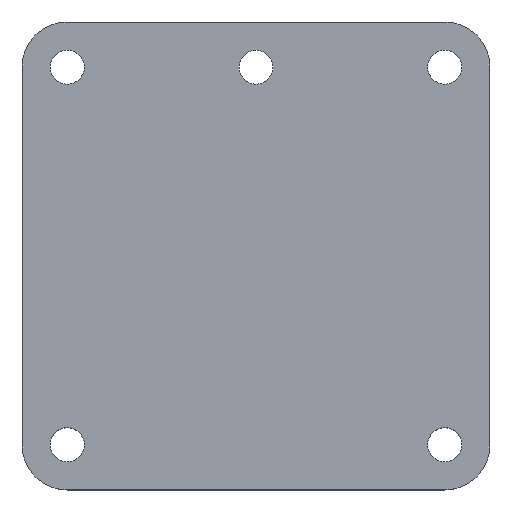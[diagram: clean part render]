
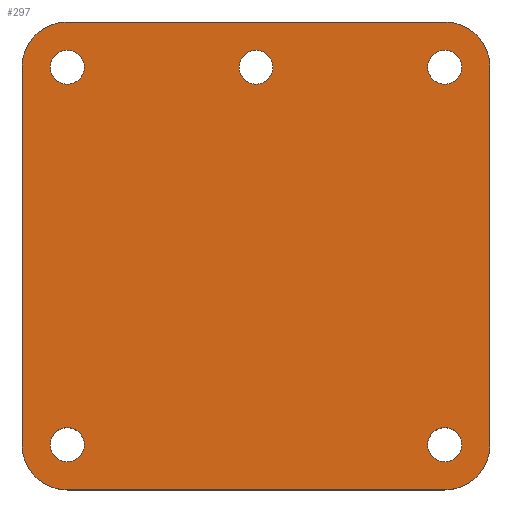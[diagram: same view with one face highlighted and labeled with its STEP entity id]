
A CAD part, top view. The second image highlights one B-rep face of the part: STEP entity #297.
In plain terms, the highlighted planar face has unit normal (0, 0, 1).
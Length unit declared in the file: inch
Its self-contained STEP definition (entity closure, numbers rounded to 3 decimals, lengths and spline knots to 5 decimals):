
#19=PLANE('',#332);
#26=LINE('',#468,#42);
#32=LINE('',#483,#48);
#34=LINE('',#489,#50);
#35=LINE('',#491,#51);
#42=VECTOR('',#387,3.125);
#48=VECTOR('',#403,3.125);
#50=VECTOR('',#411,3.125);
#51=VECTOR('',#414,3.125);
#62=FACE_BOUND('',#107,.T.);
#63=FACE_BOUND('',#108,.T.);
#64=FACE_BOUND('',#109,.T.);
#65=FACE_BOUND('',#110,.T.);
#66=FACE_BOUND('',#111,.T.);
#81=FACE_OUTER_BOUND('',#106,.T.);
#106=EDGE_LOOP('',(#245,#246,#247,#248,#249,#250,#251,#252));
#107=EDGE_LOOP('',(#253));
#108=EDGE_LOOP('',(#254));
#109=EDGE_LOOP('',(#255));
#110=EDGE_LOOP('',(#256));
#111=EDGE_LOOP('',(#257));
#113=CIRCLE('',#302,0.1405);
#115=CIRCLE('',#305,0.1405);
#117=CIRCLE('',#308,0.1405);
#119=CIRCLE('',#311,0.1405);
#121=CIRCLE('',#314,0.1405);
#122=CIRCLE('',#316,0.375);
#127=CIRCLE('',#324,0.375);
#128=CIRCLE('',#326,0.375);
#129=CIRCLE('',#329,0.375);
#131=VERTEX_POINT('',#421);
#133=VERTEX_POINT('',#426);
#135=VERTEX_POINT('',#431);
#137=VERTEX_POINT('',#436);
#139=VERTEX_POINT('',#441);
#140=VERTEX_POINT('',#444);
#141=VERTEX_POINT('',#445);
#150=VERTEX_POINT('',#467);
#151=VERTEX_POINT('',#471);
#152=VERTEX_POINT('',#475);
#153=VERTEX_POINT('',#476);
#154=VERTEX_POINT('',#481);
#155=VERTEX_POINT('',#485);
#157=EDGE_CURVE('',#131,#131,#113,.T.);
#159=EDGE_CURVE('',#133,#133,#115,.T.);
#161=EDGE_CURVE('',#135,#135,#117,.T.);
#163=EDGE_CURVE('',#137,#137,#119,.T.);
#165=EDGE_CURVE('',#139,#139,#121,.T.);
#166=EDGE_CURVE('',#140,#141,#122,.T.);
#177=EDGE_CURVE('',#141,#150,#26,.T.);
#179=EDGE_CURVE('',#150,#151,#127,.T.);
#181=EDGE_CURVE('',#152,#153,#128,.T.);
#185=EDGE_CURVE('',#154,#152,#32,.T.);
#186=EDGE_CURVE('',#155,#154,#129,.T.);
#188=EDGE_CURVE('',#153,#140,#34,.T.);
#189=EDGE_CURVE('',#151,#155,#35,.T.);
#245=ORIENTED_EDGE('',*,*,#166,.F.);
#246=ORIENTED_EDGE('',*,*,#188,.F.);
#247=ORIENTED_EDGE('',*,*,#181,.F.);
#248=ORIENTED_EDGE('',*,*,#185,.F.);
#249=ORIENTED_EDGE('',*,*,#186,.F.);
#250=ORIENTED_EDGE('',*,*,#189,.F.);
#251=ORIENTED_EDGE('',*,*,#179,.F.);
#252=ORIENTED_EDGE('',*,*,#177,.F.);
#253=ORIENTED_EDGE('',*,*,#157,.T.);
#254=ORIENTED_EDGE('',*,*,#159,.T.);
#255=ORIENTED_EDGE('',*,*,#161,.T.);
#256=ORIENTED_EDGE('',*,*,#163,.T.);
#257=ORIENTED_EDGE('',*,*,#165,.T.);
#297=ADVANCED_FACE('',(#81,#62,#63,#64,#65,#66),#19,.T.);
#302=AXIS2_PLACEMENT_3D('',#422,#339,#340);
#305=AXIS2_PLACEMENT_3D('',#427,#345,#346);
#308=AXIS2_PLACEMENT_3D('',#432,#351,#352);
#311=AXIS2_PLACEMENT_3D('',#437,#357,#358);
#314=AXIS2_PLACEMENT_3D('',#442,#363,#364);
#316=AXIS2_PLACEMENT_3D('',#446,#367,#368);
#324=AXIS2_PLACEMENT_3D('',#472,#391,#392);
#326=AXIS2_PLACEMENT_3D('',#477,#396,#397);
#329=AXIS2_PLACEMENT_3D('',#486,#406,#407);
#332=AXIS2_PLACEMENT_3D('',#492,#415,#416);
#339=DIRECTION('center_axis',(0.,0.,-1.));
#340=DIRECTION('ref_axis',(-1.,0.,0.));
#345=DIRECTION('center_axis',(0.,0.,-1.));
#346=DIRECTION('ref_axis',(-1.,0.,0.));
#351=DIRECTION('center_axis',(0.,0.,-1.));
#352=DIRECTION('ref_axis',(-1.,0.,0.));
#357=DIRECTION('center_axis',(0.,0.,-1.));
#358=DIRECTION('ref_axis',(-1.,0.,0.));
#363=DIRECTION('center_axis',(0.,0.,-1.));
#364=DIRECTION('ref_axis',(-1.,0.,0.));
#367=DIRECTION('center_axis',(0.,0.,-1.));
#368=DIRECTION('ref_axis',(0.707,-0.707,0.));
#387=DIRECTION('',(-1.,0.,0.));
#391=DIRECTION('center_axis',(0.,0.,-1.));
#392=DIRECTION('ref_axis',(-0.707,-0.707,0.));
#396=DIRECTION('center_axis',(0.,0.,-1.));
#397=DIRECTION('ref_axis',(0.707,0.707,0.));
#403=DIRECTION('',(1.,0.,0.));
#406=DIRECTION('center_axis',(0.,0.,-1.));
#407=DIRECTION('ref_axis',(-0.707,0.707,0.));
#411=DIRECTION('',(0.,-1.,0.));
#414=DIRECTION('',(0.,1.,0.));
#415=DIRECTION('center_axis',(0.,0.,1.));
#416=DIRECTION('ref_axis',(1.,0.,0.));
#421=CARTESIAN_POINT('',(-1.422,-1.5625,0.125));
#422=CARTESIAN_POINT('Origin',(-1.5625,-1.5625,0.125));
#426=CARTESIAN_POINT('',(0.1405,1.5625,0.125));
#427=CARTESIAN_POINT('Origin',(0.,1.5625,0.125));
#431=CARTESIAN_POINT('',(-1.422,1.5625,0.125));
#432=CARTESIAN_POINT('Origin',(-1.5625,1.5625,0.125));
#436=CARTESIAN_POINT('',(1.703,1.5625,0.125));
#437=CARTESIAN_POINT('Origin',(1.5625,1.5625,0.125));
#441=CARTESIAN_POINT('',(1.703,-1.5625,0.125));
#442=CARTESIAN_POINT('Origin',(1.5625,-1.5625,0.125));
#444=CARTESIAN_POINT('',(1.9375,-1.5625,0.125));
#445=CARTESIAN_POINT('',(1.5625,-1.9375,0.125));
#446=CARTESIAN_POINT('Origin',(1.5625,-1.5625,0.125));
#467=CARTESIAN_POINT('',(-1.5625,-1.9375,0.125));
#468=CARTESIAN_POINT('',(1.9375,-1.9375,0.125));
#471=CARTESIAN_POINT('',(-1.9375,-1.5625,0.125));
#472=CARTESIAN_POINT('Origin',(-1.5625,-1.5625,0.125));
#475=CARTESIAN_POINT('',(1.5625,1.9375,0.125));
#476=CARTESIAN_POINT('',(1.9375,1.5625,0.125));
#477=CARTESIAN_POINT('Origin',(1.5625,1.5625,0.125));
#481=CARTESIAN_POINT('',(-1.5625,1.9375,0.125));
#483=CARTESIAN_POINT('',(-1.9375,1.9375,0.125));
#485=CARTESIAN_POINT('',(-1.9375,1.5625,0.125));
#486=CARTESIAN_POINT('Origin',(-1.5625,1.5625,0.125));
#489=CARTESIAN_POINT('',(1.9375,1.9375,0.125));
#491=CARTESIAN_POINT('',(-1.9375,-1.9375,0.125));
#492=CARTESIAN_POINT('Origin',(0.,0.,
0.125));
